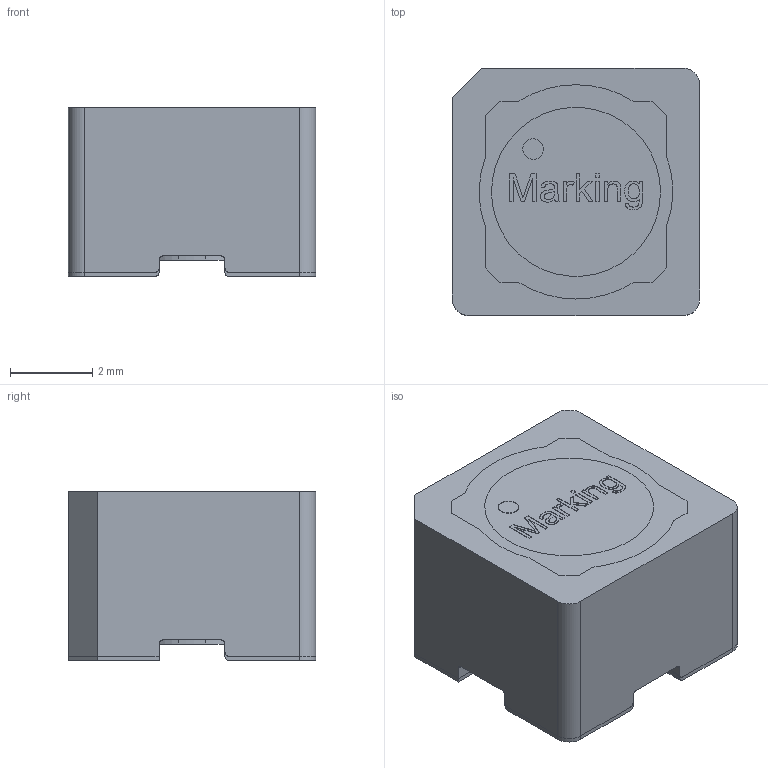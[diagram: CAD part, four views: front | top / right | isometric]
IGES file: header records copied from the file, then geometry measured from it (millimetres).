
Start section: C
Global section: file name: 6040_7448844xxx.igs; native system: By Siemens PLM Incorporated; preprocessor: XPlus GENERIC/IGES 17.0.49; author: Author; organization: Title; date: 20151117.103929; units: millimetre
Bounding box: 6 x 6 x 4.1 mm (x, y, z)
Surface area: 571 mm2
Topology: 5 solids, 5 shells, 373 faces, 1019 edges, 680 vertices
Faces by surface type: bspline 373
